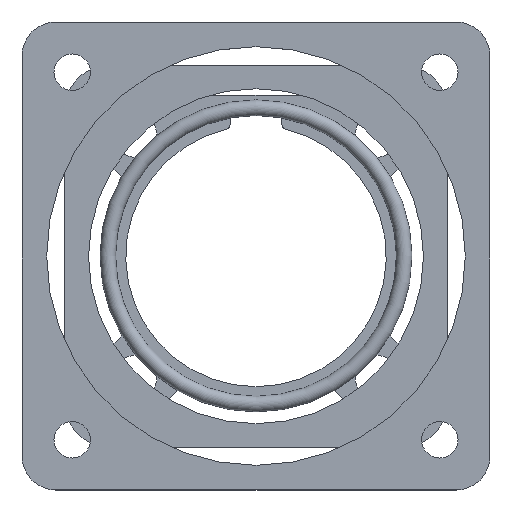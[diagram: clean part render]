
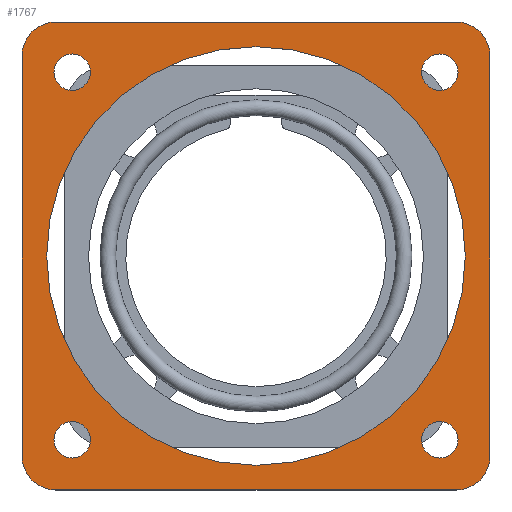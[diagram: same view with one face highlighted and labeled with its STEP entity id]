
A CAD part, top view. The second image highlights one B-rep face of the part: STEP entity #1767.
In plain terms, the highlighted planar face has unit normal (0, 0, 1).
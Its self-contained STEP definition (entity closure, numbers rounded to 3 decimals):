
#93=PLANE('',#1989);
#240=LINE('',#2936,#402);
#245=LINE('',#2951,#407);
#249=LINE('',#2963,#411);
#253=LINE('',#2975,#415);
#402=VECTOR('',#2421,1000.);
#407=VECTOR('',#2434,1000.);
#411=VECTOR('',#2446,1000.);
#415=VECTOR('',#2458,1000.);
#889=ORIENTED_EDGE('',*,*,#1141,.F.);
#890=ORIENTED_EDGE('',*,*,#1139,.F.);
#891=ORIENTED_EDGE('',*,*,#1137,.F.);
#892=ORIENTED_EDGE('',*,*,#1135,.F.);
#893=ORIENTED_EDGE('',*,*,#1133,.F.);
#894=ORIENTED_EDGE('',*,*,#1110,.T.);
#895=ORIENTED_EDGE('',*,*,#1114,.T.);
#896=ORIENTED_EDGE('',*,*,#1117,.T.);
#897=ORIENTED_EDGE('',*,*,#1120,.T.);
#898=ORIENTED_EDGE('',*,*,#1123,.T.);
#899=ORIENTED_EDGE('',*,*,#1126,.T.);
#900=ORIENTED_EDGE('',*,*,#1129,.T.);
#901=ORIENTED_EDGE('',*,*,#1142,.T.);
#1110=EDGE_CURVE('',#1286,#1287,#240,.T.);
#1114=EDGE_CURVE('',#1287,#1290,#1375,.T.);
#1117=EDGE_CURVE('',#1290,#1292,#245,.T.);
#1120=EDGE_CURVE('',#1292,#1294,#1377,.T.);
#1123=EDGE_CURVE('',#1294,#1296,#249,.T.);
#1126=EDGE_CURVE('',#1296,#1298,#1379,.T.);
#1129=EDGE_CURVE('',#1298,#1300,#253,.T.);
#1133=EDGE_CURVE('',#1303,#1303,#1382,.T.);
#1135=EDGE_CURVE('',#1305,#1305,#1384,.T.);
#1137=EDGE_CURVE('',#1307,#1307,#1386,.T.);
#1139=EDGE_CURVE('',#1309,#1309,#1388,.T.);
#1141=EDGE_CURVE('',#1311,#1311,#1390,.T.);
#1142=EDGE_CURVE('',#1300,#1286,#1391,.T.);
#1286=VERTEX_POINT('',#2937);
#1287=VERTEX_POINT('',#2938);
#1290=VERTEX_POINT('',#2946);
#1292=VERTEX_POINT('',#2952);
#1294=VERTEX_POINT('',#2958);
#1296=VERTEX_POINT('',#2964);
#1298=VERTEX_POINT('',#2970);
#1300=VERTEX_POINT('',#2976);
#1303=VERTEX_POINT('',#2984);
#1305=VERTEX_POINT('',#2989);
#1307=VERTEX_POINT('',#2994);
#1309=VERTEX_POINT('',#2999);
#1311=VERTEX_POINT('',#3004);
#1375=CIRCLE('',#1959,6.5);
#1377=CIRCLE('',#1963,6.5);
#1379=CIRCLE('',#1967,6.5);
#1382=CIRCLE('',#1972,3.5);
#1384=CIRCLE('',#1975,3.5);
#1386=CIRCLE('',#1978,3.5);
#1388=CIRCLE('',#1981,3.5);
#1390=CIRCLE('',#1984,40.25);
#1391=CIRCLE('',#1986,6.5);
#1509=EDGE_LOOP('',(#889));
#1510=EDGE_LOOP('',(#890));
#1511=EDGE_LOOP('',(#891));
#1512=EDGE_LOOP('',(#892));
#1513=EDGE_LOOP('',(#893));
#1514=EDGE_LOOP('',(#894,#895,#896,#897,#898,#899,#900,#901));
#1631=FACE_BOUND('',#1509,.T.);
#1632=FACE_BOUND('',#1510,.T.);
#1633=FACE_BOUND('',#1511,.T.);
#1634=FACE_BOUND('',#1512,.T.);
#1635=FACE_BOUND('',#1513,.T.);
#1636=FACE_BOUND('',#1514,.T.);
#1767=ADVANCED_FACE('',(#1631,#1632,#1633,#1634,#1635,#1636),#93,.T.);
#1959=AXIS2_PLACEMENT_3D('',#2945,#2427,#2428);
#1963=AXIS2_PLACEMENT_3D('',#2957,#2439,#2440);
#1967=AXIS2_PLACEMENT_3D('',#2969,#2451,#2452);
#1972=AXIS2_PLACEMENT_3D('',#2983,#2465,#2466);
#1975=AXIS2_PLACEMENT_3D('',#2988,#2471,#2472);
#1978=AXIS2_PLACEMENT_3D('',#2993,#2477,#2478);
#1981=AXIS2_PLACEMENT_3D('',#2998,#2483,#2484);
#1984=AXIS2_PLACEMENT_3D('',#3003,#2489,#2490);
#1986=AXIS2_PLACEMENT_3D('',#3006,#2493,#2494);
#1989=AXIS2_PLACEMENT_3D('',#3009,#2499,#2500);
#2421=DIRECTION('',(0.,-1.,0.));
#2427=DIRECTION('',(0.,0.,1.));
#2428=DIRECTION('',(1.,0.,0.));
#2434=DIRECTION('',(1.,0.,0.));
#2439=DIRECTION('',(0.,0.,1.));
#2440=DIRECTION('',(1.,0.,0.));
#2446=DIRECTION('',(0.,1.,0.));
#2451=DIRECTION('',(0.,0.,1.));
#2452=DIRECTION('',(1.,0.,0.));
#2458=DIRECTION('',(-1.,0.,0.));
#2465=DIRECTION('',(0.,0.,1.));
#2466=DIRECTION('',(1.,0.,0.));
#2471=DIRECTION('',(0.,0.,1.));
#2472=DIRECTION('',(1.,0.,0.));
#2477=DIRECTION('',(0.,0.,1.));
#2478=DIRECTION('',(1.,0.,0.));
#2483=DIRECTION('',(0.,0.,1.));
#2484=DIRECTION('',(1.,0.,0.));
#2489=DIRECTION('',(0.,0.,1.));
#2490=DIRECTION('',(1.,0.,0.));
#2493=DIRECTION('',(0.,0.,1.));
#2494=DIRECTION('',(1.,0.,0.));
#2499=DIRECTION('',(0.,0.,1.));
#2500=DIRECTION('',(1.,0.,0.));
#2936=CARTESIAN_POINT('',(-45.,38.5,0.));
#2937=CARTESIAN_POINT('',(-45.,38.5,0.));
#2938=CARTESIAN_POINT('',(-45.,-38.5,0.));
#2945=CARTESIAN_POINT('',(-38.5,-38.5,0.));
#2946=CARTESIAN_POINT('',(-38.5,-45.,0.));
#2951=CARTESIAN_POINT('',(-38.5,-45.,0.));
#2952=CARTESIAN_POINT('',(38.5,-45.,0.));
#2957=CARTESIAN_POINT('',(38.5,-38.5,0.));
#2958=CARTESIAN_POINT('',(45.,-38.5,0.));
#2963=CARTESIAN_POINT('',(45.,-38.5,0.));
#2964=CARTESIAN_POINT('',(45.,38.5,0.));
#2969=CARTESIAN_POINT('',(38.5,38.5,0.));
#2970=CARTESIAN_POINT('',(38.5,45.,0.));
#2975=CARTESIAN_POINT('',(38.5,45.,0.));
#2976=CARTESIAN_POINT('',(-38.5,45.,0.));
#2983=CARTESIAN_POINT('',(35.355,35.355,0.));
#2984=CARTESIAN_POINT('',(38.855,35.355,0.));
#2988=CARTESIAN_POINT('',(35.355,-35.355,0.));
#2989=CARTESIAN_POINT('',(38.855,-35.355,0.));
#2993=CARTESIAN_POINT('',(-35.355,35.355,0.));
#2994=CARTESIAN_POINT('',(-31.855,35.355,0.));
#2998=CARTESIAN_POINT('',(-35.355,-35.355,0.));
#2999=CARTESIAN_POINT('',(-31.855,-35.355,0.));
#3003=CARTESIAN_POINT('',(0.,0.,0.));
#3004=CARTESIAN_POINT('',(40.25,0.,0.));
#3006=CARTESIAN_POINT('',(-38.5,38.5,0.));
#3009=CARTESIAN_POINT('',(-38.5,-38.5,0.));
